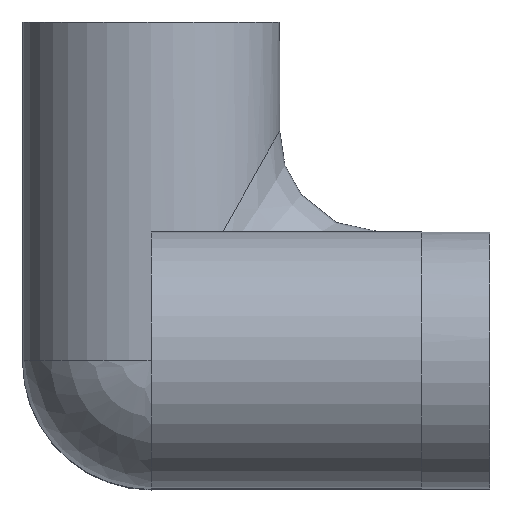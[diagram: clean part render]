
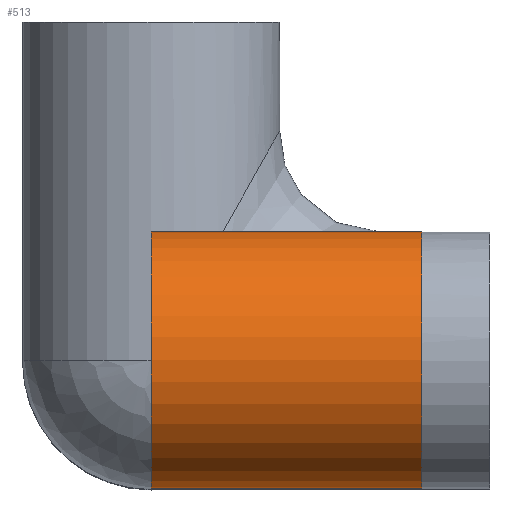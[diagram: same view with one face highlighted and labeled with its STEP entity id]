
A CAD part, top view. The second image highlights one B-rep face of the part: STEP entity #513.
In plain terms, the highlighted cylindrical face has radius 19 mm (diameter 38 mm), a full revolution.
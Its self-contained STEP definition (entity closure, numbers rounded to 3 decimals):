
#37=LINE('',#2682,#49);
#49=VECTOR('',#751,19.);
#61=CYLINDRICAL_SURFACE('',#598,19.);
#119=FACE_OUTER_BOUND('',#165,.T.);
#165=EDGE_LOOP('',(#463,#464,#465,#466));
#204=CIRCLE('',#594,19.);
#207=CIRCLE('',#599,19.);
#260=VERTEX_POINT('',#2672);
#263=VERTEX_POINT('',#2681);
#327=EDGE_CURVE('',#260,#260,#204,.T.);
#331=EDGE_CURVE('',#260,#263,#37,.T.);
#332=EDGE_CURVE('',#263,#263,#207,.T.);
#463=ORIENTED_EDGE('',*,*,#327,.F.);
#464=ORIENTED_EDGE('',*,*,#331,.T.);
#465=ORIENTED_EDGE('',*,*,#332,.T.);
#466=ORIENTED_EDGE('',*,*,#331,.F.);
#513=ADVANCED_FACE('',(#119),#61,.T.);
#594=AXIS2_PLACEMENT_3D('',#2673,#740,#741);
#598=AXIS2_PLACEMENT_3D('',#2680,#749,#750);
#599=AXIS2_PLACEMENT_3D('',#2683,#752,#753);
#740=DIRECTION('center_axis',(1.,0.,0.));
#741=DIRECTION('ref_axis',(0.,1.,0.));
#749=DIRECTION('center_axis',(1.,0.,0.));
#750=DIRECTION('ref_axis',(0.,1.,0.));
#751=DIRECTION('',(-1.,0.,0.));
#752=DIRECTION('center_axis',(1.,0.,0.));
#753=DIRECTION('ref_axis',(0.,1.,0.));
#2672=CARTESIAN_POINT('',(40.,-19.,65.));
#2673=CARTESIAN_POINT('Origin',(40.,0.,65.));
#2680=CARTESIAN_POINT('Origin',(0.,0.,65.));
#2681=CARTESIAN_POINT('',(0.,-19.,65.));
#2682=CARTESIAN_POINT('',(0.,-19.,65.));
#2683=CARTESIAN_POINT('Origin',(0.,0.,65.));
